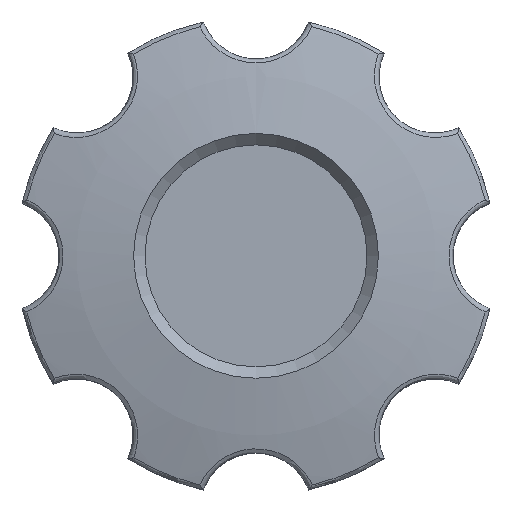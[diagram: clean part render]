
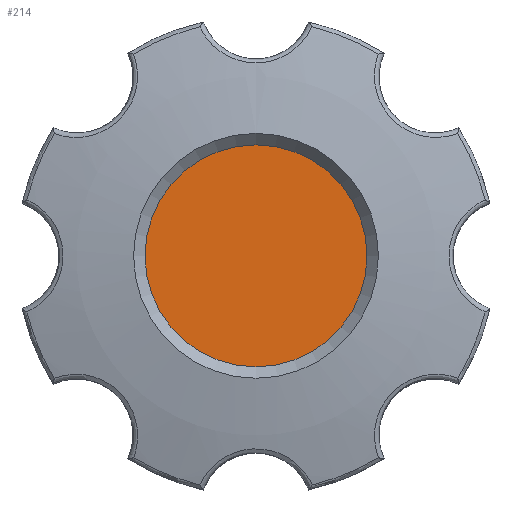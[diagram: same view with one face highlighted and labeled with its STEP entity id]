
A CAD part, top view. The second image highlights one B-rep face of the part: STEP entity #214.
In plain terms, the highlighted planar face has unit normal (0, 0, 1).
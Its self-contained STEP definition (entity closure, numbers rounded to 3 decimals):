
#214 = ADVANCED_FACE( '', ( #455 ), #456, .F. );
#455 = FACE_OUTER_BOUND( '', #2585, .T. );
#456 = PLANE( '', #2586 );
#2585 = EDGE_LOOP( '', ( #3765 ) );
#2586 = AXIS2_PLACEMENT_3D( '', #3766, #3767, #3768 );
#3765 = ORIENTED_EDGE( '', *, *, #4137, .T. );
#3766 = CARTESIAN_POINT( '', ( 0., 10.416, 25.107 ) );
#3767 = DIRECTION( '', ( 0., 0., -1. ) );
#3768 = DIRECTION( '', ( 0., 1., 0. ) );
#4137 = EDGE_CURVE( '', #4508, #4508, #4509, .T. );
#4508 = VERTEX_POINT( '', #6197 );
#4509 = CIRCLE( '', #6198, 10.416 );
#6197 = CARTESIAN_POINT( '', ( 0., -10.416, 25.107 ) );
#6198 = AXIS2_PLACEMENT_3D( '', #7462, #7463, #7464 );
#7462 = CARTESIAN_POINT( '', ( 0., 0., 25.107 ) );
#7463 = DIRECTION( '', ( 0., 0., 1. ) );
#7464 = DIRECTION( '', ( 0., -1., 0. ) );
